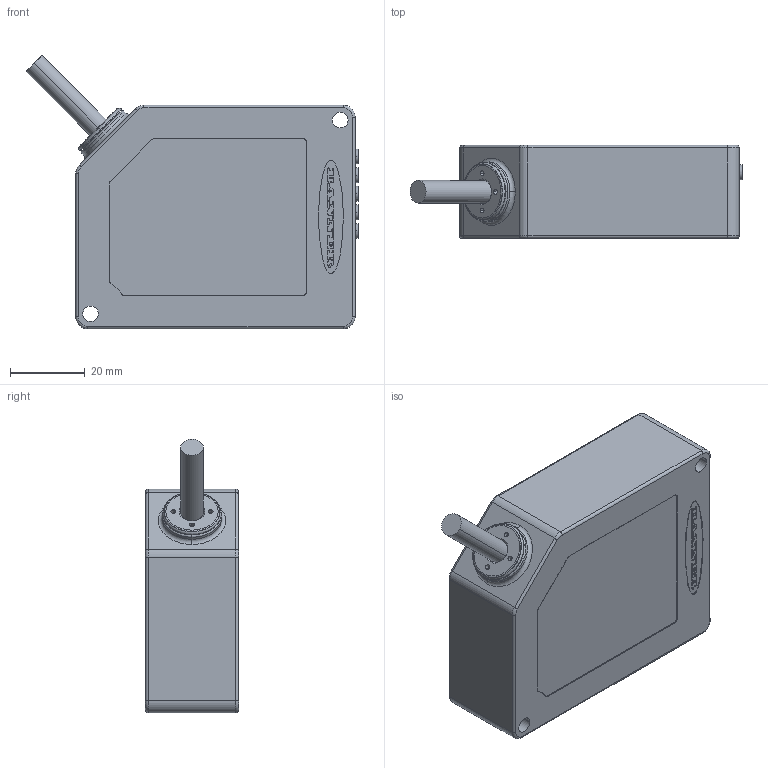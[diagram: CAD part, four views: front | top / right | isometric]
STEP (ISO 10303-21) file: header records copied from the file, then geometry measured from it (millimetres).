
FILE_DESCRIPTION((''),'2;1');
FILE_NAME('152823_SW','2010-06-07T',('banengservice'),('BANNER ENGINEERING'),'PRO/ENGINEER BY PARAMETRIC TECHNOLOGY CORPORATION, 2009141','PRO/ENGINEER BY PARAMETRIC TECHNOLOGY CORPORATION, 2009141','');
FILE_SCHEMA(('CONFIG_CONTROL_DESIGN'));
Length unit declared in the file: inch
Products named in the file (1): 152823_SW
Bounding box: 89.12 x 25 x 73.42 mm (x, y, z)
Volume: 29039.9 mm3; surface area: 35546.9 mm2
Topology: 3 solids, 3 shells, 1576 faces, 4039 edges, 2571 vertices
Faces by surface type: plane 759, cylinder 668, sphere 45, torus 33, extrusion 30, cone 29, bspline 12
Entity records: 54432 total; most frequent: CARTESIAN_POINT 15853, ORIENTED_EDGE 8058, DIRECTION 7947, EDGE_CURVE 4029, AXIS2_PLACEMENT_3D 2684, VECTOR 2579, VERTEX_POINT 2571, LINE 2549
